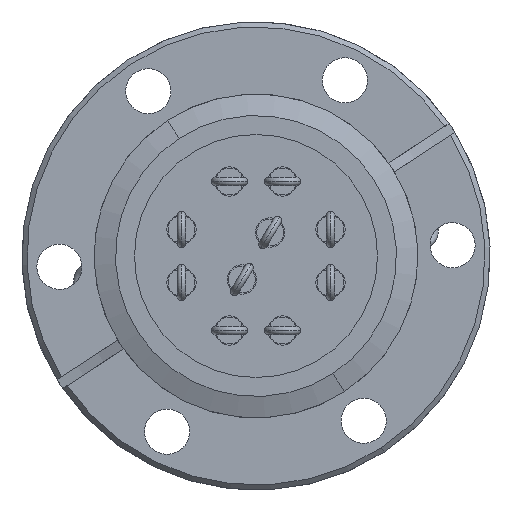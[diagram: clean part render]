
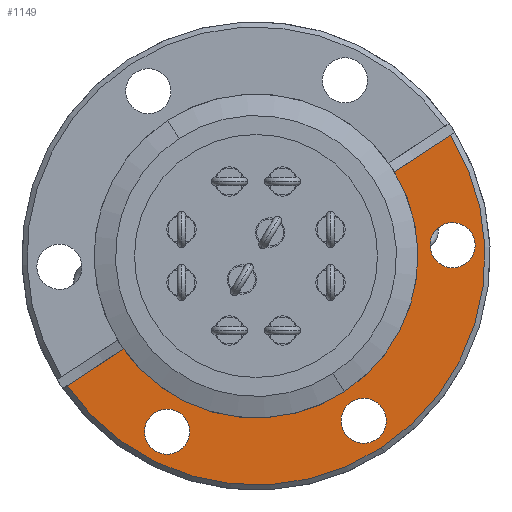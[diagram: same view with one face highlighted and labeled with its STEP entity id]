
A CAD part, front view. The second image highlights one B-rep face of the part: STEP entity #1149.
In plain terms, the highlighted planar face has unit normal (0, -1, 0).
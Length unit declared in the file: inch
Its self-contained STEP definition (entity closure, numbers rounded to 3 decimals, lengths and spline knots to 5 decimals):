
#1132 = DIRECTION ( 'NONE',  ( -0.547, 0., 0.837 ) ) ;
#1149 = ADVANCED_FACE ( 'NONE', ( #14993, #14989, #14999, #14995 ), #20512, .T. ) ;
#1847 = CARTESIAN_POINT ( 'NONE',  ( 1.22672, -0.5672, -0.04725 ) ) ;
#1849 = CARTESIAN_POINT ( 'NONE',  ( 1.08177, -0.5672, 0.1746 ) ) ;
#1877 = CARTESIAN_POINT ( 'NONE',  ( -0.44951, -0.5672, -1.14237 ) ) ;
#1879 = CARTESIAN_POINT ( 'NONE',  ( -0.59445, -0.5672, -0.92052 ) ) ;
#1884 = CARTESIAN_POINT ( 'NONE',  ( 0.70474, -0.5672, -1.07869 ) ) ;
#1886 = CARTESIAN_POINT ( 'NONE',  ( 0.5598, -0.5672, -0.85684 ) ) ;
#1912 = CARTESIAN_POINT ( 'NONE',  ( 1.14265, -0.5672, 0.70949 ) ) ;
#1916 = CARTESIAN_POINT ( 'NONE',  ( 0.52014, -0.5672, -0.79615 ) ) ;
#1920 = CARTESIAN_POINT ( 'NONE',  ( 0.81268, -0.5672, 0.49392 ) ) ;
#1921 = CARTESIAN_POINT ( 'NONE',  ( -1.10874, -0.5672, -0.7614 ) ) ;
#1923 = CARTESIAN_POINT ( 'NONE',  ( 0.73564, -0.5672, -1.12599 ) ) ;
#1933 = CARTESIAN_POINT ( 'NONE',  ( -0.77877, -0.5672, -0.54582 ) ) ;
#3612 = EDGE_CURVE ( 'NONE', #6896, #6897, #12173, .T. ) ;
#4440 = EDGE_LOOP ( 'NONE', ( #18062, #18061 ) ) ;
#4443 = EDGE_LOOP ( 'NONE', ( #18060, #18059 ) ) ;
#4454 = EDGE_LOOP ( 'NONE', ( #18056, #18055, #18054, #18053, #18052, #18051 ) ) ;
#4458 = EDGE_LOOP ( 'NONE', ( #18058, #18057 ) ) ;
#4963 = EDGE_CURVE ( 'NONE', #6913, #6915, #14252, .T. ) ;
#4969 = EDGE_CURVE ( 'NONE', #6917, #6911, #14246, .T. ) ;
#4973 = EDGE_CURVE ( 'NONE', #6916, #6917, #14238, .T. ) ;
#4975 = EDGE_CURVE ( 'NONE', #6877, #6875, #14235, .T. ) ;
#4976 = EDGE_CURVE ( 'NONE', #6893, #6892, #14236, .T. ) ;
#4977 = EDGE_CURVE ( 'NONE', #6897, #6896, #14233, .T. ) ;
#4978 = EDGE_CURVE ( 'NONE', #6923, #6913, #14232, .T. ) ;
#4979 = EDGE_CURVE ( 'NONE', #6923, #6916, #14231, .T. ) ;
#4980 = EDGE_CURVE ( 'NONE', #6915, #6911, #14230, .T. ) ;
#6875 = VERTEX_POINT ( 'NONE', #1847 ) ;
#6877 = VERTEX_POINT ( 'NONE', #1849 ) ;
#6892 = VERTEX_POINT ( 'NONE', #1877 ) ;
#6893 = VERTEX_POINT ( 'NONE', #1879 ) ;
#6896 = VERTEX_POINT ( 'NONE', #1884 ) ;
#6897 = VERTEX_POINT ( 'NONE', #1886 ) ;
#6911 = VERTEX_POINT ( 'NONE', #1912 ) ;
#6913 = VERTEX_POINT ( 'NONE', #1916 ) ;
#6915 = VERTEX_POINT ( 'NONE', #1920 ) ;
#6916 = VERTEX_POINT ( 'NONE', #1921 ) ;
#6917 = VERTEX_POINT ( 'NONE', #1923 ) ;
#6923 = VERTEX_POINT ( 'NONE', #1933 ) ;
#9220 = CARTESIAN_POINT ( 'NONE',  ( 0., -0.5672, 0. ) ) ;
#9221 = DIRECTION ( 'NONE',  ( 0., -1., 0. ) ) ;
#9222 = DIRECTION ( 'NONE',  ( -0.547, 0., 0.837 ) ) ;
#9234 = CARTESIAN_POINT ( 'NONE',  ( 0., -0.5672, 0. ) ) ;
#9235 = DIRECTION ( 'NONE',  ( 0., -1., 0. ) ) ;
#9236 = DIRECTION ( 'NONE',  ( -0.547, 0., 0.837 ) ) ;
#9246 = CARTESIAN_POINT ( 'NONE',  ( 0., -0.5672, 0. ) ) ;
#9247 = DIRECTION ( 'NONE',  ( 0., -1., 0. ) ) ;
#9248 = DIRECTION ( 'NONE',  ( -0.547, 0., 0.837 ) ) ;
#9251 = CARTESIAN_POINT ( 'NONE',  ( 1.15424, -0.5672, 0.06368 ) ) ;
#9252 = DIRECTION ( 'NONE',  ( 0., -1., 0. ) ) ;
#9253 = DIRECTION ( 'NONE',  ( -0.998, 0., -0.055 ) ) ;
#9254 = CARTESIAN_POINT ( 'NONE',  ( -0.52198, -0.5672, -1.03144 ) ) ;
#9255 = DIRECTION ( 'NONE',  ( 0., -1., 0. ) ) ;
#9256 = DIRECTION ( 'NONE',  ( 0.452, 0., 0.892 ) ) ;
#9257 = CARTESIAN_POINT ( 'NONE',  ( 1.14295, -0.5672, 0.70969 ) ) ;
#9258 = DIRECTION ( 'NONE',  ( -0.837, 0., -0.547 ) ) ;
#9259 = CARTESIAN_POINT ( 'NONE',  ( 0.63227, -0.5672, -0.96777 ) ) ;
#9260 = DIRECTION ( 'NONE',  ( 0., -1., 0. ) ) ;
#9261 = DIRECTION ( 'NONE',  ( -0.547, 0., 0.837 ) ) ;
#9264 = CARTESIAN_POINT ( 'NONE',  ( 0., -0.5672, 0. ) ) ;
#9265 = DIRECTION ( 'NONE',  ( 0., -1., 0. ) ) ;
#9266 = DIRECTION ( 'NONE',  ( -0.547, 0., 0.837 ) ) ;
#9267 = CARTESIAN_POINT ( 'NONE',  ( 1.14295, -0.5672, 0.70969 ) ) ;
#9268 = DIRECTION ( 'NONE',  ( 0.837, 0., 0.547 ) ) ;
#10433 = CARTESIAN_POINT ( 'NONE',  ( 0.63227, -0.5672, -0.96777 ) ) ;
#10434 = DIRECTION ( 'NONE',  ( 0., -1., 0. ) ) ;
#10435 = DIRECTION ( 'NONE',  ( -0.547, 0., 0.837 ) ) ;
#11304 = CARTESIAN_POINT ( 'NONE',  ( 1.15424, -0.5672, 0.06368 ) ) ;
#11305 = DIRECTION ( 'NONE',  ( 0., -1., 0. ) ) ;
#11306 = DIRECTION ( 'NONE',  ( -0.998, 0., -0.055 ) ) ;
#11344 = CARTESIAN_POINT ( 'NONE',  ( -0.52198, -0.5672, -1.03144 ) ) ;
#11345 = DIRECTION ( 'NONE',  ( 0., -1., 0. ) ) ;
#11346 = DIRECTION ( 'NONE',  ( 0.452, 0., 0.892 ) ) ;
#12126 = AXIS2_PLACEMENT_3D ( 'NONE', #20514, #20515, #1132 ) ;
#12173 = CIRCLE ( 'NONE', #15818, 0.1325 ) ;
#12403 = EDGE_CURVE ( 'NONE', #6875, #6877, #13549, .T. ) ;
#12419 = EDGE_CURVE ( 'NONE', #6892, #6893, #13498, .T. ) ;
#12549 = AXIS2_PLACEMENT_3D ( 'NONE', #11304, #11305, #11306 ) ;
#12557 = AXIS2_PLACEMENT_3D ( 'NONE', #11344, #11345, #11346 ) ;
#13498 = CIRCLE ( 'NONE', #12557, 0.1325 ) ;
#13549 = CIRCLE ( 'NONE', #12549, 0.1325 ) ;
#14227 = VECTOR ( 'NONE', #9268, 39.37008 ) ;
#14229 = VECTOR ( 'NONE', #9258, 39.37008 ) ;
#14230 = LINE ( 'NONE', #9267, #14227 ) ;
#14231 = LINE ( 'NONE', #9257, #14229 ) ;
#14232 = CIRCLE ( 'NONE', #15938, 0.951 ) ;
#14233 = CIRCLE ( 'NONE', #15937, 0.1325 ) ;
#14235 = CIRCLE ( 'NONE', #15935, 0.1325 ) ;
#14236 = CIRCLE ( 'NONE', #15936, 0.1325 ) ;
#14238 = CIRCLE ( 'NONE', #15934, 1.345 ) ;
#14246 = CIRCLE ( 'NONE', #15932, 1.345 ) ;
#14252 = CIRCLE ( 'NONE', #15930, 0.951 ) ;
#14989 = FACE_BOUND ( 'NONE', #4443, .T. ) ;
#14993 = FACE_BOUND ( 'NONE', #4440, .T. ) ;
#14995 = FACE_OUTER_BOUND ( 'NONE', #4454, .T. ) ;
#14999 = FACE_BOUND ( 'NONE', #4458, .T. ) ;
#15818 = AXIS2_PLACEMENT_3D ( 'NONE', #10433, #10434, #10435 ) ;
#15930 = AXIS2_PLACEMENT_3D ( 'NONE', #9220, #9221, #9222 ) ;
#15932 = AXIS2_PLACEMENT_3D ( 'NONE', #9234, #9235, #9236 ) ;
#15934 = AXIS2_PLACEMENT_3D ( 'NONE', #9246, #9247, #9248 ) ;
#15935 = AXIS2_PLACEMENT_3D ( 'NONE', #9251, #9252, #9253 ) ;
#15936 = AXIS2_PLACEMENT_3D ( 'NONE', #9254, #9255, #9256 ) ;
#15937 = AXIS2_PLACEMENT_3D ( 'NONE', #9259, #9260, #9261 ) ;
#15938 = AXIS2_PLACEMENT_3D ( 'NONE', #9264, #9265, #9266 ) ;
#18051 = ORIENTED_EDGE ( 'NONE', *, *, #4963, .F. ) ;
#18052 = ORIENTED_EDGE ( 'NONE', *, *, #4980, .F. ) ;
#18053 = ORIENTED_EDGE ( 'NONE', *, *, #4969, .T. ) ;
#18054 = ORIENTED_EDGE ( 'NONE', *, *, #4973, .T. ) ;
#18055 = ORIENTED_EDGE ( 'NONE', *, *, #4979, .T. ) ;
#18056 = ORIENTED_EDGE ( 'NONE', *, *, #4978, .F. ) ;
#18057 = ORIENTED_EDGE ( 'NONE', *, *, #3612, .F. ) ;
#18058 = ORIENTED_EDGE ( 'NONE', *, *, #4977, .F. ) ;
#18059 = ORIENTED_EDGE ( 'NONE', *, *, #12419, .F. ) ;
#18060 = ORIENTED_EDGE ( 'NONE', *, *, #4976, .F. ) ;
#18061 = ORIENTED_EDGE ( 'NONE', *, *, #12403, .F. ) ;
#18062 = ORIENTED_EDGE ( 'NONE', *, *, #4975, .F. ) ;
#20512 = PLANE ( 'NONE',  #12126 ) ;
#20514 = CARTESIAN_POINT ( 'NONE',  ( 1.12599, -0.5672, 0.73564 ) ) ;
#20515 = DIRECTION ( 'NONE',  ( 0., -1., 0. ) ) ;
